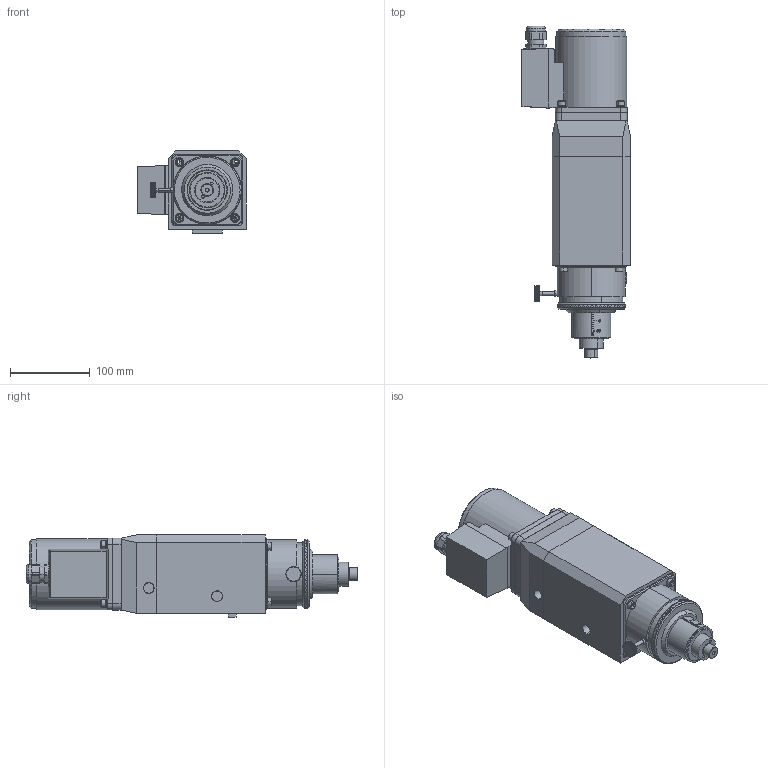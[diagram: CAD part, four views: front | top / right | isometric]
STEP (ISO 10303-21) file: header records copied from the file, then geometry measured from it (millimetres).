
FILE_DESCRIPTION (( 'STEP AP203' ), '1' );
FILE_NAME ('M4.STEP', '2016-01-13T16:34:36', ( '' ), ( '' ), 'SwSTEP 2.0', 'SolidWorks 2015', '' );
FILE_SCHEMA (( 'CONFIG_CONTROL_DESIGN' ));
Length unit declared in the file: millimetre
Products named in the file (1): M4
Bounding box: 136.71 x 416.88 x 103.19 mm (x, y, z)
Surface area: 230181.4 mm2 (no closed solid volume)
Topology: 0 solids, 178 shells, 937 faces, 4246 edges, 3384 vertices
Faces by surface type: cylinder 456, plane 427, cone 38, bspline 12, torus 4
Entity records: 44861 total; most frequent: CARTESIAN_POINT 14511, DIRECTION 5813, ORIENTED_EDGE 5553, EDGE_CURVE 4246, VERTEX_POINT 3384, VECTOR 2185, LINE 2185, AXIS2_PLACEMENT_3D 1814
